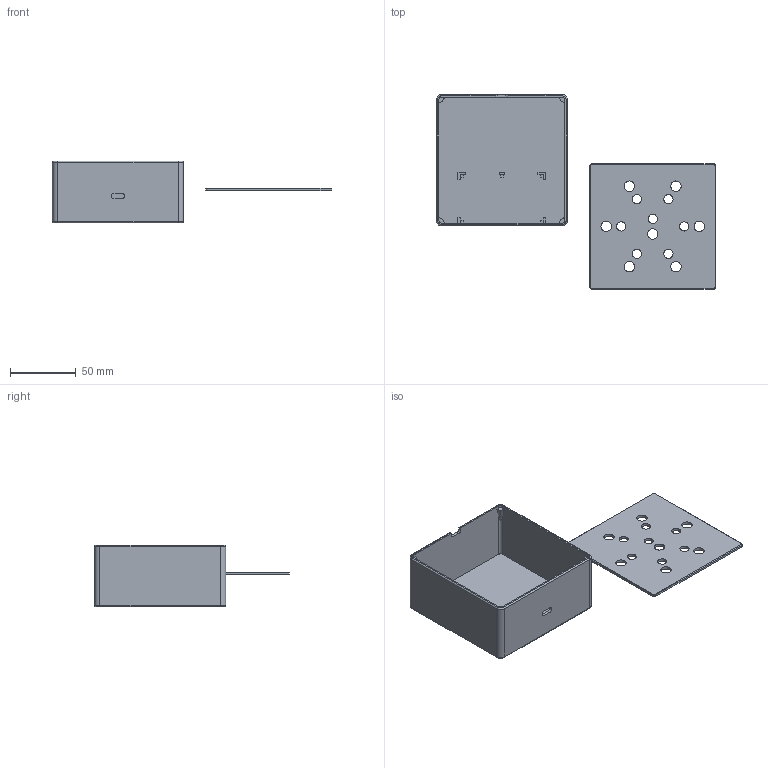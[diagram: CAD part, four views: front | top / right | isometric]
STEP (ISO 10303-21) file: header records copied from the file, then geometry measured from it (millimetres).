
FILE_DESCRIPTION(/* description */ ('STEP AP242','CAx-IF Rec.Pracs.---Representation and Presentation of Product Manufacturing Information (PMI)---4.0---2014-10-13','CAx-IF Rec.Pracs.---3D Tessellated Geometry---0.4---2014-09-14','2;1','CAx-IF Rec.Pracs.---User Defined Attributes---1.5---2016-08-15'),/* implementation_level */ '2;1');
FILE_NAME(/* name */ '69209be6e95fe92e072a8563',/* time_stamp */ '2025-11-21T17:05:42Z',/* author */ (''),/* organization */ (''),/* preprocessor_version */ 'ST-DEVELOPER v20',/* originating_system */ 'ONSHAPE BY PTC INC, 1.206',/* authorisation */ ' ');
FILE_SCHEMA (('AP242_MANAGED_MODEL_BASED_3D_ENGINEERING_MIM_LF { 1 0 10303 442 1 1 4 }'));
Length unit declared in the file: millimetre
Products named in the file (3): Assembly 1; Part 2; Part 1
Assembly tree (2 placements, depth 2):
  Assembly 1
    Part 2
    Part 1
Bounding box: 212.97 x 148.54 x 47 mm (x, y, z)
Volume: 72159.8 mm3; surface area: 74041.1 mm2
Topology: 2 solids, 2 shells, 136 faces, 363 edges, 234 vertices
Faces by surface type: plane 75, cylinder 45, cone 8, torus 8
Full cylindrical faces by diameter (mm): 7 x7, 7.95 x7
Entity records: 4347 total; most frequent: CARTESIAN_POINT 802, DIRECTION 725, ORIENTED_EDGE 698, EDGE_CURVE 349, LINE 243, VECTOR 243, AXIS2_PLACEMENT_3D 241, VERTEX_POINT 234
